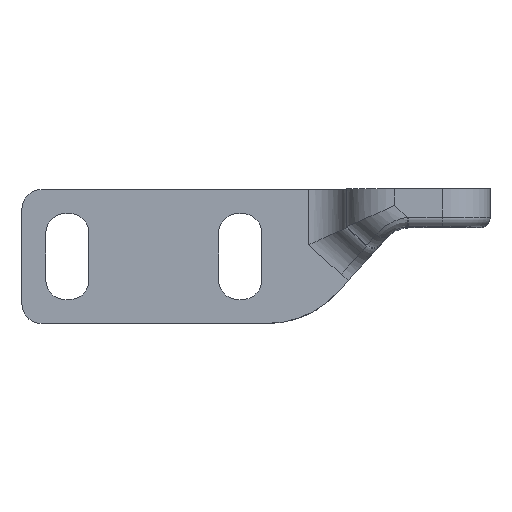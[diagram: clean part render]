
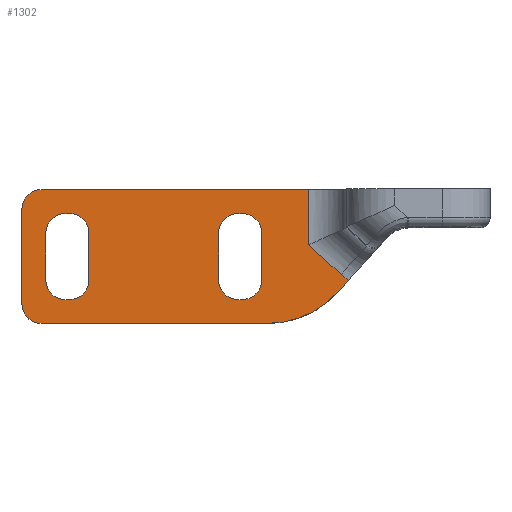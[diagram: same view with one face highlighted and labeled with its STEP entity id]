
A CAD part, top view. The second image highlights one B-rep face of the part: STEP entity #1302.
In plain terms, the highlighted planar face has unit normal (0, 0, 1).
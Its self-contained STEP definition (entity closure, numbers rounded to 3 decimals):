
#21=FACE_BOUND('',#160,.T.);
#22=FACE_BOUND('',#161,.T.);
#31=PLANE('',#1397);
#83=FACE_OUTER_BOUND('',#159,.T.);
#159=EDGE_LOOP('',(#879,#880,#881,#882,#883,#884,#885,#886,#887,#888));
#160=EDGE_LOOP('',(#889,#890,#891,#892,#893,#894,#895,#896));
#161=EDGE_LOOP('',(#897,#898,#899,#900,#901,#902,#903,#904));
#246=CIRCLE('',#1394,5.);
#248=CIRCLE('',#1398,2.);
#249=CIRCLE('',#1399,2.);
#250=CIRCLE('',#1400,10.);
#251=CIRCLE('',#1401,2.);
#252=CIRCLE('',#1402,2.);
#253=CIRCLE('',#1403,2.);
#254=CIRCLE('',#1404,2.);
#255=CIRCLE('',#1405,2.);
#256=CIRCLE('',#1406,2.);
#257=CIRCLE('',#1407,2.);
#258=CIRCLE('',#1408,2.);
#315=LINE('',#1940,#428);
#318=LINE('',#1966,#431);
#319=LINE('',#1969,#432);
#320=LINE('',#1973,#433);
#321=LINE('',#1977,#434);
#322=LINE('',#1980,#435);
#323=LINE('',#1985,#436);
#324=LINE('',#1989,#437);
#325=LINE('',#1993,#438);
#326=LINE('',#1996,#439);
#327=LINE('',#2001,#440);
#328=LINE('',#2005,#441);
#329=LINE('',#2009,#442);
#330=LINE('',#2012,#443);
#428=VECTOR('',#1537,10.);
#431=VECTOR('',#1554,10.);
#432=VECTOR('',#1557,10.);
#433=VECTOR('',#1560,10.);
#434=VECTOR('',#1563,10.);
#435=VECTOR('',#1566,10.);
#436=VECTOR('',#1569,10.);
#437=VECTOR('',#1572,10.);
#438=VECTOR('',#1575,10.);
#439=VECTOR('',#1578,10.);
#440=VECTOR('',#1581,10.);
#441=VECTOR('',#1584,10.);
#442=VECTOR('',#1587,10.);
#443=VECTOR('',#1590,10.);
#541=VERTEX_POINT('',#1938);
#542=VERTEX_POINT('',#1939);
#545=VERTEX_POINT('',#1947);
#548=VERTEX_POINT('',#1964);
#549=VERTEX_POINT('',#1968);
#550=VERTEX_POINT('',#1970);
#551=VERTEX_POINT('',#1972);
#552=VERTEX_POINT('',#1974);
#553=VERTEX_POINT('',#1976);
#554=VERTEX_POINT('',#1978);
#555=VERTEX_POINT('',#1981);
#556=VERTEX_POINT('',#1982);
#557=VERTEX_POINT('',#1984);
#558=VERTEX_POINT('',#1986);
#559=VERTEX_POINT('',#1988);
#560=VERTEX_POINT('',#1990);
#561=VERTEX_POINT('',#1992);
#562=VERTEX_POINT('',#1994);
#563=VERTEX_POINT('',#1997);
#564=VERTEX_POINT('',#1998);
#565=VERTEX_POINT('',#2000);
#566=VERTEX_POINT('',#2002);
#567=VERTEX_POINT('',#2004);
#568=VERTEX_POINT('',#2006);
#569=VERTEX_POINT('',#2008);
#570=VERTEX_POINT('',#2010);
#668=EDGE_CURVE('',#541,#542,#315,.T.);
#674=EDGE_CURVE('',#542,#545,#246,.T.);
#677=EDGE_CURVE('',#548,#541,#318,.T.);
#678=EDGE_CURVE('',#549,#548,#319,.T.);
#679=EDGE_CURVE('',#550,#549,#248,.T.);
#680=EDGE_CURVE('',#551,#550,#320,.T.);
#681=EDGE_CURVE('',#552,#551,#249,.T.);
#682=EDGE_CURVE('',#553,#552,#321,.T.);
#683=EDGE_CURVE('',#554,#553,#250,.T.);
#684=EDGE_CURVE('',#545,#554,#322,.T.);
#685=EDGE_CURVE('',#555,#556,#251,.T.);
#686=EDGE_CURVE('',#557,#555,#323,.T.);
#687=EDGE_CURVE('',#558,#557,#252,.T.);
#688=EDGE_CURVE('',#559,#558,#324,.T.);
#689=EDGE_CURVE('',#560,#559,#253,.T.);
#690=EDGE_CURVE('',#561,#560,#325,.T.);
#691=EDGE_CURVE('',#562,#561,#254,.T.);
#692=EDGE_CURVE('',#556,#562,#326,.T.);
#693=EDGE_CURVE('',#563,#564,#255,.T.);
#694=EDGE_CURVE('',#565,#563,#327,.T.);
#695=EDGE_CURVE('',#566,#565,#256,.T.);
#696=EDGE_CURVE('',#567,#566,#328,.T.);
#697=EDGE_CURVE('',#568,#567,#257,.T.);
#698=EDGE_CURVE('',#569,#568,#329,.T.);
#699=EDGE_CURVE('',#570,#569,#258,.T.);
#700=EDGE_CURVE('',#564,#570,#330,.T.);
#879=ORIENTED_EDGE('',*,*,#674,.F.);
#880=ORIENTED_EDGE('',*,*,#668,.F.);
#881=ORIENTED_EDGE('',*,*,#677,.F.);
#882=ORIENTED_EDGE('',*,*,#678,.F.);
#883=ORIENTED_EDGE('',*,*,#679,.F.);
#884=ORIENTED_EDGE('',*,*,#680,.F.);
#885=ORIENTED_EDGE('',*,*,#681,.F.);
#886=ORIENTED_EDGE('',*,*,#682,.F.);
#887=ORIENTED_EDGE('',*,*,#683,.F.);
#888=ORIENTED_EDGE('',*,*,#684,.F.);
#889=ORIENTED_EDGE('',*,*,#685,.F.);
#890=ORIENTED_EDGE('',*,*,#686,.F.);
#891=ORIENTED_EDGE('',*,*,#687,.F.);
#892=ORIENTED_EDGE('',*,*,#688,.F.);
#893=ORIENTED_EDGE('',*,*,#689,.F.);
#894=ORIENTED_EDGE('',*,*,#690,.F.);
#895=ORIENTED_EDGE('',*,*,#691,.F.);
#896=ORIENTED_EDGE('',*,*,#692,.F.);
#897=ORIENTED_EDGE('',*,*,#693,.F.);
#898=ORIENTED_EDGE('',*,*,#694,.F.);
#899=ORIENTED_EDGE('',*,*,#695,.F.);
#900=ORIENTED_EDGE('',*,*,#696,.F.);
#901=ORIENTED_EDGE('',*,*,#697,.F.);
#902=ORIENTED_EDGE('',*,*,#698,.F.);
#903=ORIENTED_EDGE('',*,*,#699,.F.);
#904=ORIENTED_EDGE('',*,*,#700,.F.);
#1302=ADVANCED_FACE('',(#83,#21,#22),#31,.F.);
#1394=AXIS2_PLACEMENT_3D('',#1960,#1547,#1548);
#1397=AXIS2_PLACEMENT_3D('',#1967,#1555,#1556);
#1398=AXIS2_PLACEMENT_3D('',#1971,#1558,#1559);
#1399=AXIS2_PLACEMENT_3D('',#1975,#1561,#1562);
#1400=AXIS2_PLACEMENT_3D('',#1979,#1564,#1565);
#1401=AXIS2_PLACEMENT_3D('',#1983,#1567,#1568);
#1402=AXIS2_PLACEMENT_3D('',#1987,#1570,#1571);
#1403=AXIS2_PLACEMENT_3D('',#1991,#1573,#1574);
#1404=AXIS2_PLACEMENT_3D('',#1995,#1576,#1577);
#1405=AXIS2_PLACEMENT_3D('',#1999,#1579,#1580);
#1406=AXIS2_PLACEMENT_3D('',#2003,#1582,#1583);
#1407=AXIS2_PLACEMENT_3D('',#2007,#1585,#1586);
#1408=AXIS2_PLACEMENT_3D('',#2011,#1588,#1589);
#1537=DIRECTION('',(0.742,-0.67,0.));
#1547=DIRECTION('center_axis',(0.,0.,1.));
#1548=DIRECTION('ref_axis',(0.051,-0.999,0.));
#1554=DIRECTION('',(0.,-1.,0.));
#1555=DIRECTION('center_axis',(0.,0.,-1.));
#1556=DIRECTION('ref_axis',(1.,0.,0.));
#1557=DIRECTION('',(1.,0.,0.));
#1558=DIRECTION('center_axis',(0.,0.,-1.));
#1559=DIRECTION('ref_axis',(-0.707,0.707,0.));
#1560=DIRECTION('',(0.,1.,0.));
#1561=DIRECTION('center_axis',(0.,0.,-1.));
#1562=DIRECTION('ref_axis',(-0.707,-0.707,0.));
#1563=DIRECTION('',(-1.,0.,0.));
#1564=DIRECTION('center_axis',(0.,0.,-1.));
#1565=DIRECTION('ref_axis',(0.406,-0.914,0.));
#1566=DIRECTION('',(-0.67,-0.742,0.));
#1567=DIRECTION('center_axis',(0.,0.,1.));
#1568=DIRECTION('ref_axis',(0.,-1.,0.));
#1569=DIRECTION('',(0.,-1.,0.));
#1570=DIRECTION('center_axis',(0.,0.,1.));
#1571=DIRECTION('ref_axis',(-1.,0.,0.));
#1572=DIRECTION('',(-1.,0.,0.));
#1573=DIRECTION('center_axis',(0.,0.,1.));
#1574=DIRECTION('ref_axis',(0.,1.,0.));
#1575=DIRECTION('',(0.,1.,0.));
#1576=DIRECTION('center_axis',(0.,0.,1.));
#1577=DIRECTION('ref_axis',(1.,0.,0.));
#1578=DIRECTION('',(1.,0.,0.));
#1579=DIRECTION('center_axis',(0.,0.,1.));
#1580=DIRECTION('ref_axis',(-1.,0.,0.));
#1581=DIRECTION('',(-1.,0.,0.));
#1582=DIRECTION('center_axis',(0.,0.,1.));
#1583=DIRECTION('ref_axis',(0.,1.,0.));
#1584=DIRECTION('',(0.,1.,0.));
#1585=DIRECTION('center_axis',(0.,0.,1.));
#1586=DIRECTION('ref_axis',(1.,0.,0.));
#1587=DIRECTION('',(1.,0.,0.));
#1588=DIRECTION('center_axis',(0.,0.,1.));
#1589=DIRECTION('ref_axis',(0.,-1.,0.));
#1590=DIRECTION('',(0.,-1.,0.));
#1938=CARTESIAN_POINT('',(56.007,24.596,23.667));
#1939=CARTESIAN_POINT('',(59.425,21.509,23.667));
#1940=CARTESIAN_POINT('',(55.457,25.093,23.667));
#1947=CARTESIAN_POINT('',(60.235,20.914,23.667));
#1960=CARTESIAN_POINT('Origin',(62.776,25.22,23.667));
#1964=CARTESIAN_POINT('',(56.007,30.374,23.667));
#1966=CARTESIAN_POINT('',(56.007,26.874,23.667));
#1967=CARTESIAN_POINT('Origin',(50.511,23.374,23.667));
#1968=CARTESIAN_POINT('',(28.016,30.374,23.667));
#1969=CARTESIAN_POINT('',(26.016,30.374,23.667));
#1970=CARTESIAN_POINT('',(26.016,28.374,23.667));
#1971=CARTESIAN_POINT('Origin',(28.016,28.374,23.667));
#1972=CARTESIAN_POINT('',(26.016,18.374,23.667));
#1973=CARTESIAN_POINT('',(26.016,16.374,23.667));
#1974=CARTESIAN_POINT('',(28.016,16.374,23.667));
#1975=CARTESIAN_POINT('Origin',(28.016,18.374,23.667));
#1976=CARTESIAN_POINT('',(51.692,16.374,23.667));
#1977=CARTESIAN_POINT('',(75.007,16.374,23.667));
#1978=CARTESIAN_POINT('',(59.114,19.672,23.667));
#1979=CARTESIAN_POINT('Origin',(51.692,26.374,23.667));
#1980=CARTESIAN_POINT('',(65.165,26.374,23.667));
#1981=CARTESIAN_POINT('',(46.601,20.874,23.667));
#1982=CARTESIAN_POINT('',(48.601,18.874,23.667));
#1983=CARTESIAN_POINT('Origin',(48.601,20.874,23.667));
#1984=CARTESIAN_POINT('',(46.601,25.874,23.667));
#1985=CARTESIAN_POINT('',(46.601,20.874,23.667));
#1986=CARTESIAN_POINT('',(48.601,27.874,23.667));
#1987=CARTESIAN_POINT('Origin',(48.601,25.874,23.667));
#1988=CARTESIAN_POINT('',(49.101,27.874,23.667));
#1989=CARTESIAN_POINT('',(48.601,27.874,23.667));
#1990=CARTESIAN_POINT('',(51.101,25.874,23.667));
#1991=CARTESIAN_POINT('Origin',(49.101,25.874,23.667));
#1992=CARTESIAN_POINT('',(51.101,20.874,23.667));
#1993=CARTESIAN_POINT('',(51.101,25.874,23.667));
#1994=CARTESIAN_POINT('',(49.101,18.874,23.667));
#1995=CARTESIAN_POINT('Origin',(49.101,20.874,23.667));
#1996=CARTESIAN_POINT('',(49.101,18.874,23.667));
#1997=CARTESIAN_POINT('',(30.516,27.874,23.667));
#1998=CARTESIAN_POINT('',(28.516,25.874,23.667));
#1999=CARTESIAN_POINT('Origin',(30.516,25.874,23.667));
#2000=CARTESIAN_POINT('',(31.016,27.874,23.667));
#2001=CARTESIAN_POINT('',(31.016,27.874,23.667));
#2002=CARTESIAN_POINT('',(33.016,25.874,23.667));
#2003=CARTESIAN_POINT('Origin',(31.016,25.874,23.667));
#2004=CARTESIAN_POINT('',(33.016,20.874,23.667));
#2005=CARTESIAN_POINT('',(33.016,20.874,23.667));
#2006=CARTESIAN_POINT('',(31.016,18.874,23.667));
#2007=CARTESIAN_POINT('Origin',(31.016,20.874,23.667));
#2008=CARTESIAN_POINT('',(30.516,18.874,23.667));
#2009=CARTESIAN_POINT('',(30.516,18.874,23.667));
#2010=CARTESIAN_POINT('',(28.516,20.874,23.667));
#2011=CARTESIAN_POINT('Origin',(30.516,20.874,23.667));
#2012=CARTESIAN_POINT('',(28.516,25.874,23.667));
